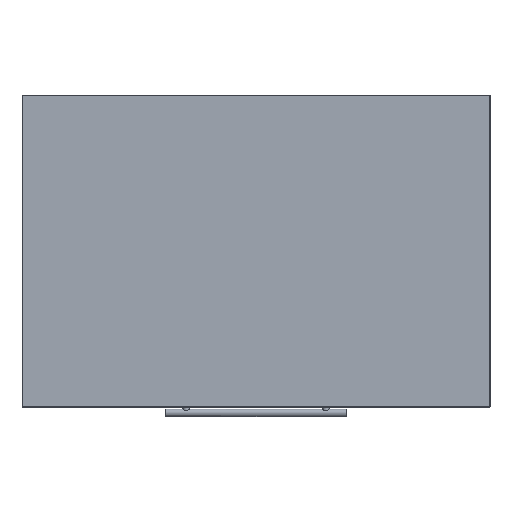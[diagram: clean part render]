
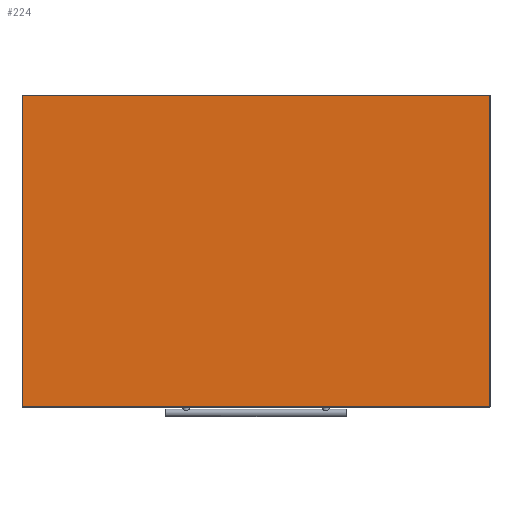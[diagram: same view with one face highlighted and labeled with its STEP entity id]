
A CAD part, top view. The second image highlights one B-rep face of the part: STEP entity #224.
In plain terms, the highlighted face is planar.
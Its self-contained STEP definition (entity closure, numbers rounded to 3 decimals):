
#224=ADVANCED_FACE('',(#321),#1482,.T.);
#321=FACE_OUTER_BOUND('',#431,.T.);
#431=EDGE_LOOP('',(#807,#808,#809,#810));
#807=ORIENTED_EDGE('',*,*,#1045,.T.);
#808=ORIENTED_EDGE('',*,*,#1055,.T.);
#809=ORIENTED_EDGE('',*,*,#1056,.T.);
#810=ORIENTED_EDGE('',*,*,#1057,.T.);
#1045=EDGE_CURVE('',#1406,#1405,#1227,.T.);
#1055=EDGE_CURVE('',#1405,#1415,#1237,.T.);
#1056=EDGE_CURVE('',#1415,#1416,#1238,.T.);
#1057=EDGE_CURVE('',#1416,#1406,#1239,.T.);
#1227=B_SPLINE_CURVE_WITH_KNOTS('',1,(#3019,#3020),.UNSPECIFIED.,.F.,.F.,
(2,2),(-748.,0.),.UNSPECIFIED.);
#1237=B_SPLINE_CURVE_WITH_KNOTS('',1,(#3039,#3040),.UNSPECIFIED.,.F.,.F.,
(2,2),(0.,499.),.UNSPECIFIED.);
#1238=B_SPLINE_CURVE_WITH_KNOTS('',1,(#3041,#3042),.UNSPECIFIED.,.F.,.F.,
(2,2),(0.,748.),.UNSPECIFIED.);
#1239=B_SPLINE_CURVE_WITH_KNOTS('',1,(#3043,#3044),.UNSPECIFIED.,.F.,.F.,
(2,2),(0.,499.),.UNSPECIFIED.);
#1405=VERTEX_POINT('',#2993);
#1406=VERTEX_POINT('',#2994);
#1415=VERTEX_POINT('',#3003);
#1416=VERTEX_POINT('',#3004);
#1482=PLANE('',#1790);
#1790=AXIS2_PLACEMENT_3D('',#2795,#1917,$);
#1917=DIRECTION('',(0.,1.,0.));
#2795=CARTESIAN_POINT('',(-448.8,20.,-299.9));
#2993=CARTESIAN_POINT('',(-374.,20.,-250.));
#2994=CARTESIAN_POINT('',(374.,20.,-250.));
#3003=CARTESIAN_POINT('',(-374.,20.,249.));
#3004=CARTESIAN_POINT('',(374.,20.,249.));
#3019=CARTESIAN_POINT('',(374.,20.,-250.));
#3020=CARTESIAN_POINT('',(-374.,20.,-250.));
#3039=CARTESIAN_POINT('',(-374.,20.,-250.));
#3040=CARTESIAN_POINT('',(-374.,20.,249.));
#3041=CARTESIAN_POINT('',(-374.,20.,249.));
#3042=CARTESIAN_POINT('',(374.,20.,249.));
#3043=CARTESIAN_POINT('',(374.,20.,249.));
#3044=CARTESIAN_POINT('',(374.,20.,-250.));
